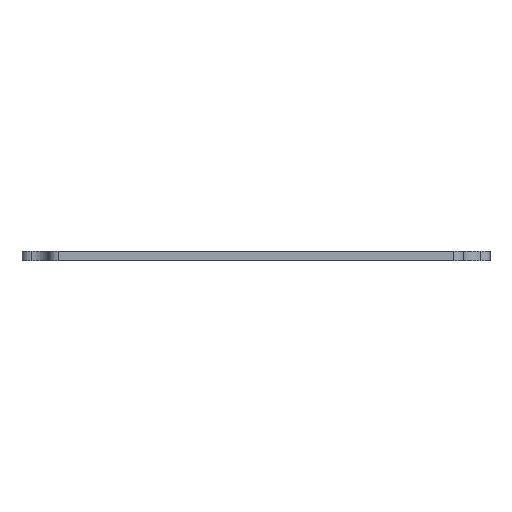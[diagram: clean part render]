
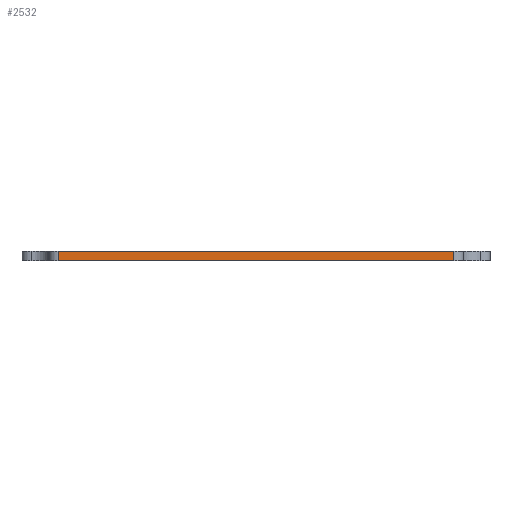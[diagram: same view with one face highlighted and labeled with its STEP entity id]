
A CAD part, front view. The second image highlights one B-rep face of the part: STEP entity #2532.
In plain terms, the highlighted planar face has unit normal (0, -1, 0).
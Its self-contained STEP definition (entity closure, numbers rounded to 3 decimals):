
#1766=CARTESIAN_POINT('',(25.952,-49.103,7.9));
#1767=VERTEX_POINT('',#1766);
#1785=CARTESIAN_POINT('',(25.952,-49.103,9.1));
#1786=VERTEX_POINT('',#1785);
#1794=CARTESIAN_POINT('',(25.952,-49.103,9.1));
#1795=DIRECTION('',(0.,0.,-1.));
#1796=VECTOR('',#1795,1.2);
#1797=LINE('',#1794,#1796);
#1798=EDGE_CURVE('',#1786,#1767,#1797,.T.);
#2161=CARTESIAN_POINT('',(-25.548,-49.103,7.9));
#2162=VERTEX_POINT('',#2161);
#2170=CARTESIAN_POINT('',(-25.548,-49.103,9.1));
#2171=VERTEX_POINT('',#2170);
#2172=CARTESIAN_POINT('',(-25.548,-49.103,9.1));
#2173=DIRECTION('',(0.,0.,-1.));
#2174=VECTOR('',#2173,1.2);
#2175=LINE('',#2172,#2174);
#2176=EDGE_CURVE('',#2171,#2162,#2175,.T.);
#2511=CARTESIAN_POINT('',(0.202,-49.103,9.1));
#2512=DIRECTION('',(0.,1.,0.));
#2513=DIRECTION('',(-1.,0.,0.));
#2514=AXIS2_PLACEMENT_3D('',#2511,#2512,#2513);
#2515=PLANE('',#2514);
#2516=CARTESIAN_POINT('',(-25.548,-49.103,7.9));
#2517=DIRECTION('',(1.,0.,0.));
#2518=VECTOR('',#2517,51.5);
#2519=LINE('',#2516,#2518);
#2520=EDGE_CURVE('',#2162,#1767,#2519,.T.);
#2521=ORIENTED_EDGE('',*,*,#2520,.T.);
#2522=ORIENTED_EDGE('',*,*,#1798,.F.);
#2523=CARTESIAN_POINT('',(-25.548,-49.103,9.1));
#2524=DIRECTION('',(1.,0.,0.));
#2525=VECTOR('',#2524,51.5);
#2526=LINE('',#2523,#2525);
#2527=EDGE_CURVE('',#2171,#1786,#2526,.T.);
#2528=ORIENTED_EDGE('',*,*,#2527,.F.);
#2529=ORIENTED_EDGE('',*,*,#2176,.T.);
#2530=EDGE_LOOP('',(#2521,#2522,#2528,#2529));
#2531=FACE_BOUND('',#2530,.T.);
#2532=ADVANCED_FACE('',(#2531),#2515,.F.);
